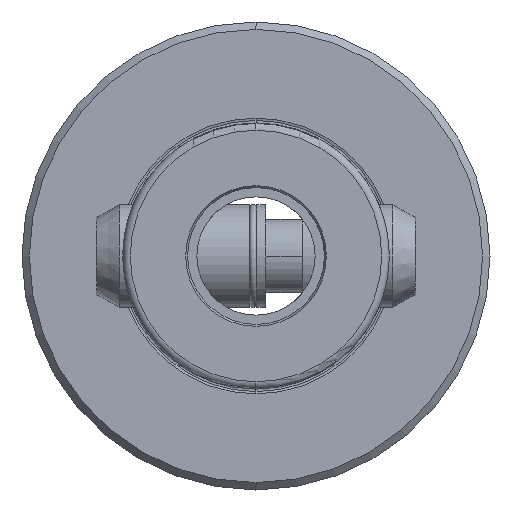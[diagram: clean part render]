
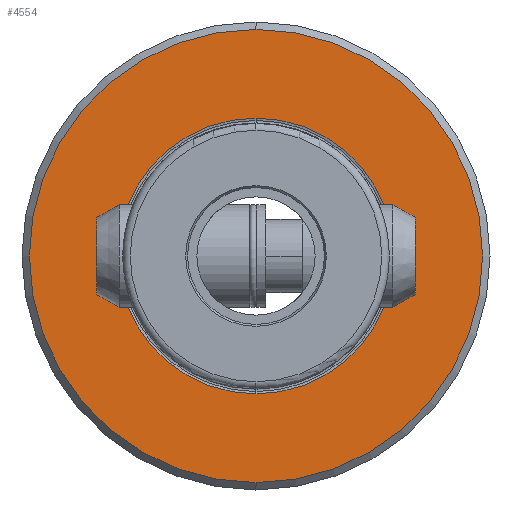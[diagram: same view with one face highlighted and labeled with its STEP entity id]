
A CAD part, left-side view. The second image highlights one B-rep face of the part: STEP entity #4554.
In plain terms, the highlighted planar face has unit normal (-1, 0, 0).
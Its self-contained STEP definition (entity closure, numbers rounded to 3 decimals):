
#18 = ORIENTED_EDGE ( 'NONE', *, *, #1553, .T. ) ;
#161 = EDGE_LOOP ( 'NONE', ( #18, #696 ) ) ;
#508 = DIRECTION ( 'NONE',  ( -1., 0., 0. ) ) ;
#528 = CARTESIAN_POINT ( 'NONE',  ( 40., 0., 0. ) ) ;
#643 = EDGE_CURVE ( 'NONE', #2377, #3764, #852, .T. ) ;
#696 = ORIENTED_EDGE ( 'NONE', *, *, #4631, .T. ) ;
#846 = CARTESIAN_POINT ( 'NONE',  ( 40., 18.639, 0. ) ) ;
#852 = CIRCLE ( 'NONE', #2591, 18.639 ) ;
#935 = DIRECTION ( 'NONE',  ( 0., 0., 1. ) ) ;
#1037 = VERTEX_POINT ( 'NONE', #4870 ) ;
#1098 = CIRCLE ( 'NONE', #4448, 18.639 ) ;
#1152 = DIRECTION ( 'NONE',  ( -1., 0., 0. ) ) ;
#1259 = ORIENTED_EDGE ( 'NONE', *, *, #643, .F. ) ;
#1471 = AXIS2_PLACEMENT_3D ( 'NONE', #846, #4459, #2041 ) ;
#1500 = AXIS2_PLACEMENT_3D ( 'NONE', #3557, #1152, #3956 ) ;
#1502 = FACE_OUTER_BOUND ( 'NONE', #161, .T. ) ;
#1553 = EDGE_CURVE ( 'NONE', #4884, #1037, #3606, .T. ) ;
#1638 = CARTESIAN_POINT ( 'NONE',  ( 40., 0., 0. ) ) ;
#1671 = ORIENTED_EDGE ( 'NONE', *, *, #1752, .F. ) ;
#1752 = EDGE_CURVE ( 'NONE', #3764, #2377, #1098, .T. ) ;
#1835 = CARTESIAN_POINT ( 'NONE',  ( 40., 0., 18.639 ) ) ;
#2028 = DIRECTION ( 'NONE',  ( 0., 0., 1. ) ) ;
#2041 = DIRECTION ( 'NONE',  ( 0., 0., -1. ) ) ;
#2377 = VERTEX_POINT ( 'NONE', #1835 ) ;
#2591 = AXIS2_PLACEMENT_3D ( 'NONE', #528, #3328, #935 ) ;
#2638 = EDGE_LOOP ( 'NONE', ( #1259, #1671 ) ) ;
#2864 = CIRCLE ( 'NONE', #3616, 30.635 ) ;
#2914 = CARTESIAN_POINT ( 'NONE',  ( 40., 0., 0. ) ) ;
#3152 = CARTESIAN_POINT ( 'NONE',  ( 40., 0., -30.635 ) ) ;
#3310 = DIRECTION ( 'NONE',  ( 0., 0., 1. ) ) ;
#3328 = DIRECTION ( 'NONE',  ( -1., 0., 0. ) ) ;
#3557 = CARTESIAN_POINT ( 'NONE',  ( 40., 0., 0. ) ) ;
#3606 = CIRCLE ( 'NONE', #1500, 30.635 ) ;
#3616 = AXIS2_PLACEMENT_3D ( 'NONE', #2914, #508, #3310 ) ;
#3764 = VERTEX_POINT ( 'NONE', #4223 ) ;
#3956 = DIRECTION ( 'NONE',  ( 0., 0., 1. ) ) ;
#4057 = PLANE ( 'NONE',  #1471 ) ;
#4223 = CARTESIAN_POINT ( 'NONE',  ( 40., 0., -18.639 ) ) ;
#4448 = AXIS2_PLACEMENT_3D ( 'NONE', #1638, #4449, #2028 ) ;
#4449 = DIRECTION ( 'NONE',  ( -1., 0., 0. ) ) ;
#4459 = DIRECTION ( 'NONE',  ( 1., 0., 0. ) ) ;
#4554 = ADVANCED_FACE ( 'NONE', ( #4903, #1502 ), #4057, .F. ) ;
#4631 = EDGE_CURVE ( 'NONE', #1037, #4884, #2864, .T. ) ;
#4870 = CARTESIAN_POINT ( 'NONE',  ( 40., 0., 30.635 ) ) ;
#4884 = VERTEX_POINT ( 'NONE', #3152 ) ;
#4903 = FACE_BOUND ( 'NONE', #2638, .T. ) ;
